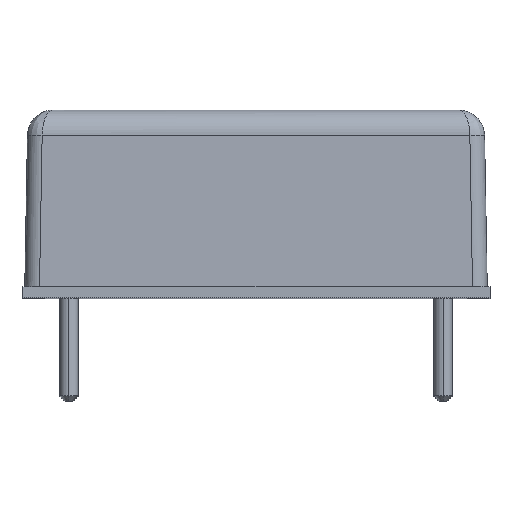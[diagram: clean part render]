
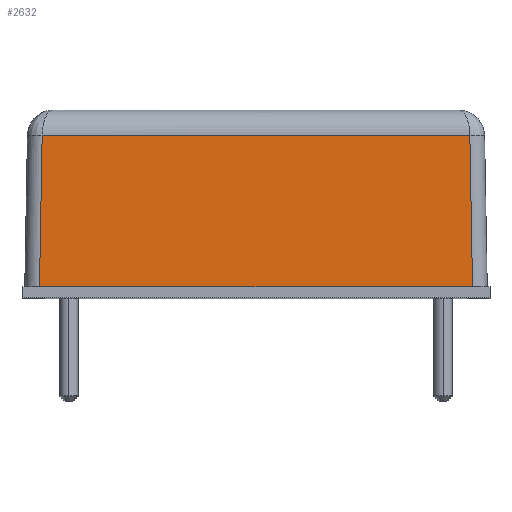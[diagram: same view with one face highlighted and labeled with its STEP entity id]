
A CAD part, top view. The second image highlights one B-rep face of the part: STEP entity #2632.
In plain terms, the highlighted planar face has unit normal (0, 0.018, 1).
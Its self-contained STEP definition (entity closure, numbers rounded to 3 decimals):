
#172 = ORIENTED_EDGE ( 'NONE', *, *, #1969, .T. ) ;
#322 = DIRECTION ( 'NONE',  ( -1., 0., 0. ) ) ;
#429 = CARTESIAN_POINT ( 'NONE',  ( 11.75, 0., 12.55 ) ) ;
#502 = DIRECTION ( 'NONE',  ( -0.017, -1., 0.017 ) ) ;
#635 = PLANE ( 'NONE',  #2312 ) ;
#700 = VECTOR ( 'NONE', #322, 1000. ) ;
#751 = VECTOR ( 'NONE', #502, 1000. ) ;
#753 = CARTESIAN_POINT ( 'NONE',  ( -11.607, 8.224, 12.406 ) ) ;
#808 = ORIENTED_EDGE ( 'NONE', *, *, #1136, .T. ) ;
#915 = CARTESIAN_POINT ( 'NONE',  ( 12.55, 0., 12.55 ) ) ;
#977 = DIRECTION ( 'NONE',  ( 0., 0.017, 1. ) ) ;
#1080 = CARTESIAN_POINT ( 'NONE',  ( 11.607, 8.224, 12.406 ) ) ;
#1113 = CARTESIAN_POINT ( 'NONE',  ( 11.75, -0.014, 12.55 ) ) ;
#1136 = EDGE_CURVE ( 'NONE', #1702, #1467, #2398, .T. ) ;
#1220 = LINE ( 'NONE', #1691, #700 ) ;
#1467 = VERTEX_POINT ( 'NONE', #2930 ) ;
#1475 = ORIENTED_EDGE ( 'NONE', *, *, #2411, .T. ) ;
#1657 = DIRECTION ( 'NONE',  ( 0., -1., 0.017 ) ) ;
#1691 = CARTESIAN_POINT ( 'NONE',  ( 12.55, 8.224, 12.406 ) ) ;
#1702 = VERTEX_POINT ( 'NONE', #753 ) ;
#1807 = VECTOR ( 'NONE', #2682, 1000. ) ;
#1901 = CARTESIAN_POINT ( 'NONE',  ( 12.55, 0., 12.55 ) ) ;
#1969 = EDGE_CURVE ( 'NONE', #2938, #2458, #1987, .T. ) ;
#1987 = LINE ( 'NONE', #1113, #1807 ) ;
#2158 = VECTOR ( 'NONE', #2372, 1000. ) ;
#2201 = EDGE_LOOP ( 'NONE', ( #1475, #808, #2531, #172 ) ) ;
#2312 = AXIS2_PLACEMENT_3D ( 'NONE', #915, #977, #1657 ) ;
#2342 = CARTESIAN_POINT ( 'NONE',  ( -11.743, 0.424, 12.543 ) ) ;
#2372 = DIRECTION ( 'NONE',  ( 1., 0., 0. ) ) ;
#2398 = LINE ( 'NONE', #2342, #751 ) ;
#2411 = EDGE_CURVE ( 'NONE', #2458, #1702, #1220, .T. ) ;
#2458 = VERTEX_POINT ( 'NONE', #1080 ) ;
#2531 = ORIENTED_EDGE ( 'NONE', *, *, #2798, .T. ) ;
#2632 = ADVANCED_FACE ( 'NONE', ( #2939 ), #635, .T. ) ;
#2682 = DIRECTION ( 'NONE',  ( -0.017, 1., -0.017 ) ) ;
#2798 = EDGE_CURVE ( 'NONE', #1467, #2938, #2862, .T. ) ;
#2862 = LINE ( 'NONE', #1901, #2158 ) ;
#2930 = CARTESIAN_POINT ( 'NONE',  ( -11.75, 0., 12.55 ) ) ;
#2938 = VERTEX_POINT ( 'NONE', #429 ) ;
#2939 = FACE_OUTER_BOUND ( 'NONE', #2201, .T. ) ;
